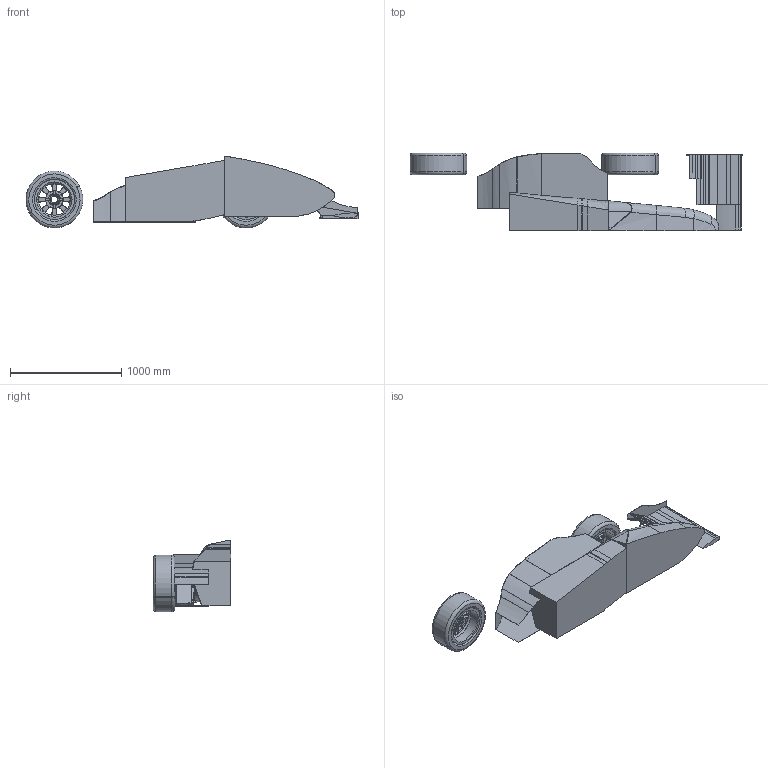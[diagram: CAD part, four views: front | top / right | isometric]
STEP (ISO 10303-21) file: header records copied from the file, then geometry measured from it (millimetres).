
FILE_DESCRIPTION(('CATIA V5 STEP Exchange'),'2;1');
FILE_NAME('2018 radiator analysis1.stp','2018-03-11T06:56:58+00:00',('none'),('none'),'CATIA Version 5 Release 17 (IN-10)','CATIA V5 STEP AP203','none');
FILE_SCHEMA(('CONFIG_CONTROL_DESIGN'));
Length unit declared in the file: millimetre
Products named in the file (8): Product1; AssyTsutsui2018; TieRodAssy; SRodEnd1.0Assy; POS 8EC.1; 2018 radiator analysis; Fr.wing; Fr.wing2
Assembly tree (20 placements, depth 5):
  Product1
    #56
    AssyTsutsui2018
      #4073  x2
      TieRodAssy
        SRodEnd1.0Assy  x2
          POS 8EC.1
    #15247
    #17328
    2018 radiator analysis
      Fr.wing
        #19574
        #20483
        #21036
        #21574
        #22112
        #22287
      Fr.wing2
    #22741
Bounding box: 2978.61 x 697 x 644.99 mm (x, y, z)
Volume: 230215042.4 mm3; surface area: 9768245.3 mm2
Topology: 15 solids, 15 shells, 1004 faces, 2588 edges, 1630 vertices
Faces by surface type: cylinder 407, plane 349, torus 118, bspline 83, cone 36, sphere 8, extrusion 3
Entity records: 24341 total; most frequent: CARTESIAN_POINT 9110, ORIENTED_EDGE 3434, DIRECTION 2366, EDGE_CURVE 1717, VERTEX_POINT 1082, AXIS2_PLACEMENT_3D 1055, VECTOR 819, LINE 816
